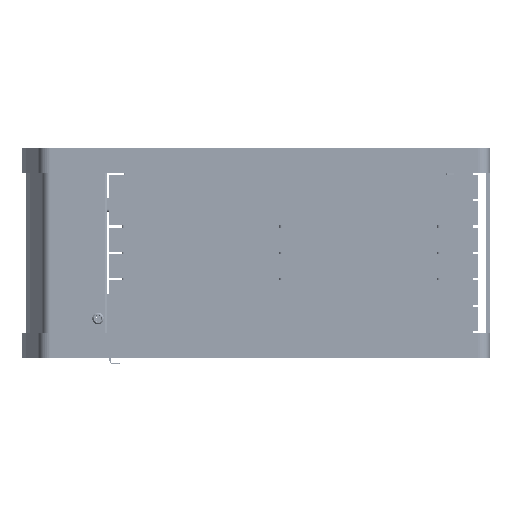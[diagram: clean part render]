
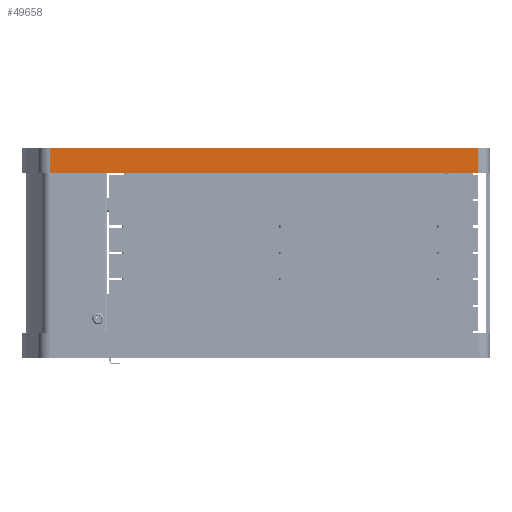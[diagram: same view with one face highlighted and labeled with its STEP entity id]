
A CAD part, left-side view. The second image highlights one B-rep face of the part: STEP entity #49658.
In plain terms, the highlighted planar face has unit normal (-1, 0, 0).
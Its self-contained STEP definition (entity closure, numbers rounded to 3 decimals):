
#1473 = VECTOR ( 'NONE', #55186, 1000. ) ;
#5051 = CARTESIAN_POINT ( 'NONE',  ( -597.5, 20., -30. ) ) ;
#8465 = DIRECTION ( 'NONE',  ( 1., 0., 0. ) ) ;
#13268 = EDGE_CURVE ( 'NONE', #57189, #48418, #62875, .T. ) ;
#15907 = ORIENTED_EDGE ( 'NONE', *, *, #13268, .F. ) ;
#24410 = VECTOR ( 'NONE', #86234, 1000. ) ;
#28336 = EDGE_CURVE ( 'NONE', #67709, #57189, #41638, .T. ) ;
#29910 = ORIENTED_EDGE ( 'NONE', *, *, #49328, .T. ) ;
#32205 = DIRECTION ( 'NONE',  ( 0., 0., -1. ) ) ;
#32751 = PLANE ( 'NONE',  #103557 ) ;
#33386 = DIRECTION ( 'NONE',  ( 0., -1., 0. ) ) ;
#41638 = LINE ( 'NONE', #75239, #92446 ) ;
#43668 = CARTESIAN_POINT ( 'NONE',  ( -597.5, 20., 30. ) ) ;
#48418 = VERTEX_POINT ( 'NONE', #53569 ) ;
#49328 = EDGE_CURVE ( 'NONE', #67709, #75535, #61453, .T. ) ;
#49658 = ADVANCED_FACE ( 'NONE', ( #83911 ), #32751, .F. ) ;
#53491 = CARTESIAN_POINT ( 'NONE',  ( -597.5, 20., 30. ) ) ;
#53569 = CARTESIAN_POINT ( 'NONE',  ( -597.5, 20., -30. ) ) ;
#55186 = DIRECTION ( 'NONE',  ( 0., -1., 0. ) ) ;
#57189 = VERTEX_POINT ( 'NONE', #43668 ) ;
#58098 = CARTESIAN_POINT ( 'NONE',  ( -597.5, 1070., -30. ) ) ;
#61453 = LINE ( 'NONE', #103332, #24410 ) ;
#62875 = LINE ( 'NONE', #53491, #103669 ) ;
#67709 = VERTEX_POINT ( 'NONE', #80619 ) ;
#69498 = DIRECTION ( 'NONE',  ( 0., 0., -1. ) ) ;
#75138 = CARTESIAN_POINT ( 'NONE',  ( -597.5, 20., 30. ) ) ;
#75239 = CARTESIAN_POINT ( 'NONE',  ( -597.5, 20., 30. ) ) ;
#75535 = VERTEX_POINT ( 'NONE', #58098 ) ;
#80619 = CARTESIAN_POINT ( 'NONE',  ( -597.5, 1070., 30. ) ) ;
#83911 = FACE_OUTER_BOUND ( 'NONE', #90249, .T. ) ;
#86234 = DIRECTION ( 'NONE',  ( 0., 0., -1. ) ) ;
#87701 = ORIENTED_EDGE ( 'NONE', *, *, #28336, .F. ) ;
#90249 = EDGE_LOOP ( 'NONE', ( #97791, #15907, #87701, #29910 ) ) ;
#92446 = VECTOR ( 'NONE', #33386, 1000. ) ;
#97791 = ORIENTED_EDGE ( 'NONE', *, *, #99792, .T. ) ;
#99792 = EDGE_CURVE ( 'NONE', #75535, #48418, #105355, .T. ) ;
#103332 = CARTESIAN_POINT ( 'NONE',  ( -597.5, 1070., 30. ) ) ;
#103557 = AXIS2_PLACEMENT_3D ( 'NONE', #75138, #8465, #32205 ) ;
#103669 = VECTOR ( 'NONE', #69498, 1000. ) ;
#105355 = LINE ( 'NONE', #5051, #1473 ) ;
